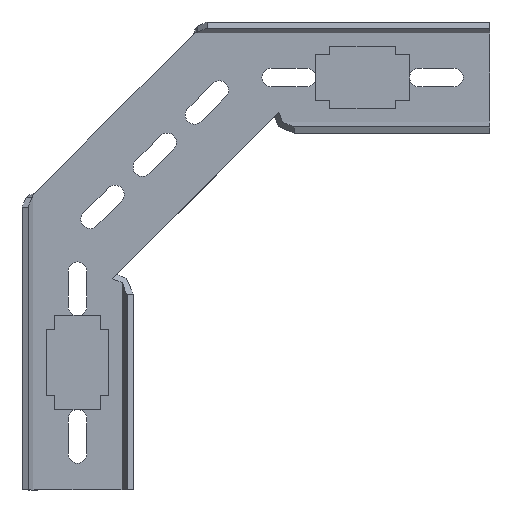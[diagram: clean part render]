
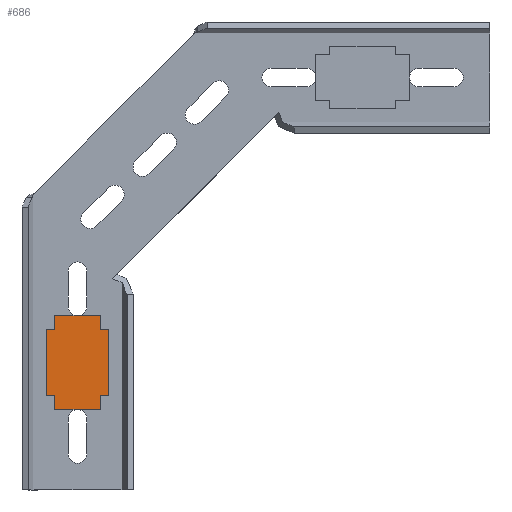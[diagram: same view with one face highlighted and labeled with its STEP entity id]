
A CAD part, top view. The second image highlights one B-rep face of the part: STEP entity #686.
In plain terms, the highlighted face is planar.
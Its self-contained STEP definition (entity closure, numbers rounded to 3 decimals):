
#15 = LINE ( 'NONE', #683, #2602 ) ;
#29 = VERTEX_POINT ( 'NONE', #4222 ) ;
#101 = LINE ( 'NONE', #2423, #2144 ) ;
#133 = VERTEX_POINT ( 'NONE', #499 ) ;
#170 = CARTESIAN_POINT ( 'NONE',  ( -12.25, 8.509, -2. ) ) ;
#203 = DIRECTION ( 'NONE',  ( 0., 1., 0. ) ) ;
#208 = DIRECTION ( 'NONE',  ( -1., 0., 0. ) ) ;
#274 = LINE ( 'NONE', #1953, #1996 ) ;
#321 = LINE ( 'NONE', #2311, #3843 ) ;
#346 = CARTESIAN_POINT ( 'NONE',  ( -17.5, 8.5, -2. ) ) ;
#454 = ORIENTED_EDGE ( 'NONE', *, *, #767, .F. ) ;
#499 = CARTESIAN_POINT ( 'NONE',  ( 12.25, 8.509, -2. ) ) ;
#548 = CARTESIAN_POINT ( 'NONE',  ( 12.25, -8.509, -2. ) ) ;
#587 = VERTEX_POINT ( 'NONE', #3970 ) ;
#591 = VERTEX_POINT ( 'NONE', #170 ) ;
#618 = DIRECTION ( 'NONE',  ( 0., -1., 0. ) ) ;
#638 = ORIENTED_EDGE ( 'NONE', *, *, #1614, .F. ) ;
#683 = CARTESIAN_POINT ( 'NONE',  ( -12.25, 8.5, -2. ) ) ;
#686 = ADVANCED_FACE ( 'NONE', ( #1268 ), #2200, .T. ) ;
#767 = EDGE_CURVE ( 'NONE', #4309, #3769, #1645, .T. ) ;
#812 = LINE ( 'NONE', #2198, #2499 ) ;
#815 = VECTOR ( 'NONE', #3383, 1000. ) ;
#871 = CARTESIAN_POINT ( 'NONE',  ( -12.25, -8.5, -2. ) ) ;
#890 = DIRECTION ( 'NONE',  ( 1., 0., 0. ) ) ;
#927 = CARTESIAN_POINT ( 'NONE',  ( -12.25, 11.509, -2. ) ) ;
#948 = CARTESIAN_POINT ( 'NONE',  ( 17.5, 8.5, -2. ) ) ;
#1000 = VERTEX_POINT ( 'NONE', #2652 ) ;
#1037 = EDGE_CURVE ( 'NONE', #29, #4309, #4234, .T. ) ;
#1058 = EDGE_CURVE ( 'NONE', #1550, #3269, #1964, .T. ) ;
#1085 = DIRECTION ( 'NONE',  ( 0., 1., 0. ) ) ;
#1202 = ORIENTED_EDGE ( 'NONE', *, *, #3128, .F. ) ;
#1214 = DIRECTION ( 'NONE',  ( 0., 1., 0. ) ) ;
#1226 = DIRECTION ( 'NONE',  ( -1., 0., 0. ) ) ;
#1240 = VECTOR ( 'NONE', #4019, 1000. ) ;
#1268 = FACE_OUTER_BOUND ( 'NONE', #1820, .T. ) ;
#1303 = CARTESIAN_POINT ( 'NONE',  ( 12.25, -11.509, -2. ) ) ;
#1305 = ORIENTED_EDGE ( 'NONE', *, *, #3601, .F. ) ;
#1343 = DIRECTION ( 'NONE',  ( 0., 1., 0. ) ) ;
#1415 = VERTEX_POINT ( 'NONE', #1625 ) ;
#1438 = VECTOR ( 'NONE', #1226, 1000. ) ;
#1504 = EDGE_CURVE ( 'NONE', #2675, #4155, #3556, .T. ) ;
#1520 = LINE ( 'NONE', #4094, #3642 ) ;
#1550 = VERTEX_POINT ( 'NONE', #1674 ) ;
#1556 = EDGE_CURVE ( 'NONE', #591, #1550, #15, .T. ) ;
#1576 = EDGE_CURVE ( 'NONE', #591, #2924, #1650, .T. ) ;
#1614 = EDGE_CURVE ( 'NONE', #2675, #1000, #1720, .T. ) ;
#1625 = CARTESIAN_POINT ( 'NONE',  ( 12.25, 11.509, -2. ) ) ;
#1637 = CARTESIAN_POINT ( 'NONE',  ( -12.25, 13.5, -2. ) ) ;
#1645 = LINE ( 'NONE', #1714, #1240 ) ;
#1650 = LINE ( 'NONE', #2384, #2218 ) ;
#1674 = CARTESIAN_POINT ( 'NONE',  ( -12.25, 8.5, -2. ) ) ;
#1714 = CARTESIAN_POINT ( 'NONE',  ( 12.25, 8.5, -2. ) ) ;
#1720 = LINE ( 'NONE', #2054, #815 ) ;
#1817 = ORIENTED_EDGE ( 'NONE', *, *, #1037, .F. ) ;
#1820 = EDGE_LOOP ( 'NONE', ( #638, #1862, #3848, #3119, #3418, #1305, #2667, #3435, #3149, #3130, #3554, #4072, #1202, #454, #1817, #2009 ) ) ;
#1862 = ORIENTED_EDGE ( 'NONE', *, *, #1504, .T. ) ;
#1953 = CARTESIAN_POINT ( 'NONE',  ( -12.25, -11.509, -2. ) ) ;
#1964 = LINE ( 'NONE', #1985, #2226 ) ;
#1980 = EDGE_CURVE ( 'NONE', #1000, #29, #321, .T. ) ;
#1985 = CARTESIAN_POINT ( 'NONE',  ( -17.5, 8.5, -2. ) ) ;
#1996 = VECTOR ( 'NONE', #3998, 1000. ) ;
#2009 = ORIENTED_EDGE ( 'NONE', *, *, #1980, .F. ) ;
#2051 = DIRECTION ( 'NONE',  ( 0., -1., 0. ) ) ;
#2054 = CARTESIAN_POINT ( 'NONE',  ( 12.25, -8.5, -2. ) ) ;
#2144 = VECTOR ( 'NONE', #2051, 1000. ) ;
#2198 = CARTESIAN_POINT ( 'NONE',  ( 12.25, 13.5, -2. ) ) ;
#2200 = PLANE ( 'NONE',  #2450 ) ;
#2214 = VERTEX_POINT ( 'NONE', #3422 ) ;
#2216 = LINE ( 'NONE', #3223, #1438 ) ;
#2218 = VECTOR ( 'NONE', #1343, 1000. ) ;
#2226 = VECTOR ( 'NONE', #3296, 1000. ) ;
#2251 = CARTESIAN_POINT ( 'NONE',  ( -17.5, -8.5, -2. ) ) ;
#2282 = VECTOR ( 'NONE', #4015, 1000. ) ;
#2311 = CARTESIAN_POINT ( 'NONE',  ( 17.5, -8.5, -2. ) ) ;
#2384 = CARTESIAN_POINT ( 'NONE',  ( -12.25, 8.509, -2. ) ) ;
#2404 = DIRECTION ( 'NONE',  ( 1., 0., 0. ) ) ;
#2423 = CARTESIAN_POINT ( 'NONE',  ( -12.25, -13.5, -2. ) ) ;
#2450 = AXIS2_PLACEMENT_3D ( 'NONE', #2618, #3946, #208 ) ;
#2499 = VECTOR ( 'NONE', #203, 1000. ) ;
#2590 = CARTESIAN_POINT ( 'NONE',  ( 12.25, 8.5, -2. ) ) ;
#2602 = VECTOR ( 'NONE', #2986, 1000. ) ;
#2618 = CARTESIAN_POINT ( 'NONE',  ( -12.25, 13.5, -2. ) ) ;
#2652 = CARTESIAN_POINT ( 'NONE',  ( 12.25, -8.5, -2. ) ) ;
#2667 = ORIENTED_EDGE ( 'NONE', *, *, #4148, .F. ) ;
#2675 = VERTEX_POINT ( 'NONE', #2861 ) ;
#2861 = CARTESIAN_POINT ( 'NONE',  ( 12.25, -8.509, -2. ) ) ;
#2895 = VERTEX_POINT ( 'NONE', #2251 ) ;
#2924 = VERTEX_POINT ( 'NONE', #927 ) ;
#2986 = DIRECTION ( 'NONE',  ( 0., -1., 0. ) ) ;
#2998 = VECTOR ( 'NONE', #1214, 1000. ) ;
#3020 = VECTOR ( 'NONE', #3268, 1000. ) ;
#3111 = CARTESIAN_POINT ( 'NONE',  ( 17.5, 8.5, -2. ) ) ;
#3119 = ORIENTED_EDGE ( 'NONE', *, *, #3653, .F. ) ;
#3128 = EDGE_CURVE ( 'NONE', #3769, #133, #1520, .T. ) ;
#3130 = ORIENTED_EDGE ( 'NONE', *, *, #1576, .T. ) ;
#3149 = ORIENTED_EDGE ( 'NONE', *, *, #1556, .F. ) ;
#3223 = CARTESIAN_POINT ( 'NONE',  ( -12.25, 11.509, -2. ) ) ;
#3233 = EDGE_CURVE ( 'NONE', #4155, #587, #274, .T. ) ;
#3268 = DIRECTION ( 'NONE',  ( 0., -1., 0. ) ) ;
#3269 = VERTEX_POINT ( 'NONE', #346 ) ;
#3287 = CARTESIAN_POINT ( 'NONE',  ( -12.25, -8.509, -2. ) ) ;
#3294 = VERTEX_POINT ( 'NONE', #3287 ) ;
#3296 = DIRECTION ( 'NONE',  ( -1., 0., 0. ) ) ;
#3383 = DIRECTION ( 'NONE',  ( 0., 1., 0. ) ) ;
#3418 = ORIENTED_EDGE ( 'NONE', *, *, #3419, .F. ) ;
#3419 = EDGE_CURVE ( 'NONE', #2214, #3294, #101, .T. ) ;
#3422 = CARTESIAN_POINT ( 'NONE',  ( -12.25, -8.5, -2. ) ) ;
#3435 = ORIENTED_EDGE ( 'NONE', *, *, #1058, .F. ) ;
#3459 = VECTOR ( 'NONE', #618, 1000. ) ;
#3549 = EDGE_CURVE ( 'NONE', #1415, #2924, #2216, .T. ) ;
#3554 = ORIENTED_EDGE ( 'NONE', *, *, #3549, .F. ) ;
#3556 = LINE ( 'NONE', #548, #3020 ) ;
#3563 = EDGE_CURVE ( 'NONE', #133, #1415, #812, .T. ) ;
#3601 = EDGE_CURVE ( 'NONE', #2895, #2214, #4207, .T. ) ;
#3642 = VECTOR ( 'NONE', #1085, 1000. ) ;
#3653 = EDGE_CURVE ( 'NONE', #3294, #587, #3656, .T. ) ;
#3656 = LINE ( 'NONE', #1637, #2282 ) ;
#3769 = VERTEX_POINT ( 'NONE', #2590 ) ;
#3843 = VECTOR ( 'NONE', #2404, 1000. ) ;
#3848 = ORIENTED_EDGE ( 'NONE', *, *, #3233, .T. ) ;
#3890 = LINE ( 'NONE', #4308, #3459 ) ;
#3946 = DIRECTION ( 'NONE',  ( 0., 0., -1. ) ) ;
#3956 = VECTOR ( 'NONE', #890, 1000. ) ;
#3970 = CARTESIAN_POINT ( 'NONE',  ( -12.25, -11.509, -2. ) ) ;
#3998 = DIRECTION ( 'NONE',  ( -1., 0., 0. ) ) ;
#4015 = DIRECTION ( 'NONE',  ( 0., -1., 0. ) ) ;
#4019 = DIRECTION ( 'NONE',  ( -1., 0., 0. ) ) ;
#4072 = ORIENTED_EDGE ( 'NONE', *, *, #3563, .F. ) ;
#4094 = CARTESIAN_POINT ( 'NONE',  ( 12.25, 13.5, -2. ) ) ;
#4148 = EDGE_CURVE ( 'NONE', #3269, #2895, #3890, .T. ) ;
#4155 = VERTEX_POINT ( 'NONE', #1303 ) ;
#4207 = LINE ( 'NONE', #871, #3956 ) ;
#4222 = CARTESIAN_POINT ( 'NONE',  ( 17.5, -8.5, -2. ) ) ;
#4234 = LINE ( 'NONE', #948, #2998 ) ;
#4308 = CARTESIAN_POINT ( 'NONE',  ( -17.5, -8.5, -2. ) ) ;
#4309 = VERTEX_POINT ( 'NONE', #3111 ) ;
